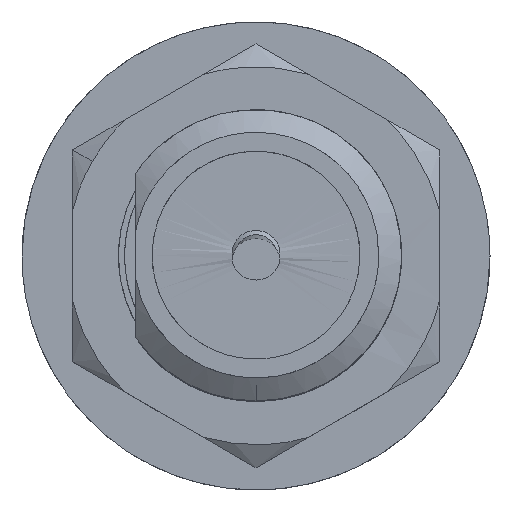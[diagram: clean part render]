
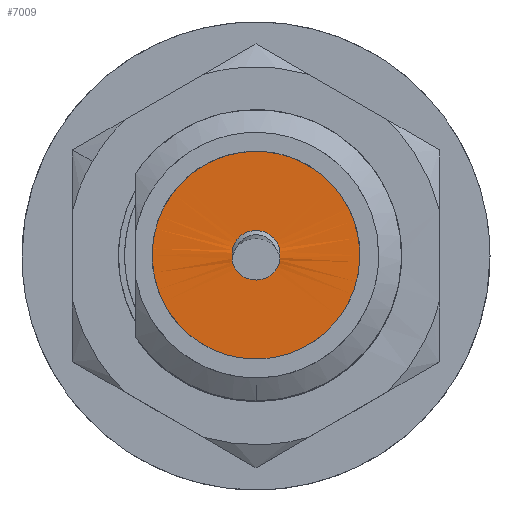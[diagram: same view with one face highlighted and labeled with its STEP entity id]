
A CAD part, top view. The second image highlights one B-rep face of the part: STEP entity #7009.
In plain terms, the highlighted planar face has unit normal (0, 0, 1).
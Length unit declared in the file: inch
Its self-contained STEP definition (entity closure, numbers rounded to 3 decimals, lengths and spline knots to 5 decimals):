
#38 = CARTESIAN_POINT ( 'NONE',  ( 0.71542, 0.00706, 0.30008 ) ) ;
#584 = VERTEX_POINT ( 'NONE', #16441 ) ;
#668 = FACE_OUTER_BOUND ( 'NONE', #1862, .T. ) ;
#734 = CARTESIAN_POINT ( 'NONE',  ( 0.82483, 0.14988, 0.30008 ) ) ;
#960 = CARTESIAN_POINT ( 'NONE',  ( 0.68322, 0.10168, 0.30008 ) ) ;
#1267 = CARTESIAN_POINT ( 'NONE',  ( 0.72509, 0.00061, 0.30008 ) ) ;
#1328 = CARTESIAN_POINT ( 'NONE',  ( 0.85704, 0.05526, 0.30008 ) ) ;
#1395 = CARTESIAN_POINT ( 'NONE',  ( 0.8593, 0.07847, 0.30008 ) ) ;
#1785 = VERTEX_POINT ( 'NONE', #11072 ) ;
#1862 = EDGE_LOOP ( 'NONE', ( #8817, #5547 ) ) ;
#1865 = CARTESIAN_POINT ( 'NONE',  ( 0.75112, 0.0674, 0.30008 ) ) ;
#2258 = CARTESIAN_POINT ( 'NONE',  ( 0.8593, 0.09029, 0.30008 ) ) ;
#2464 = CARTESIAN_POINT ( 'NONE',  ( 0.74887, 0.08409, 0.30008 ) ) ;
#3231 = EDGE_CURVE ( 'NONE', #8894, #584, #13071, .T. ) ;
#3258 = CARTESIAN_POINT ( 'NONE',  ( 0.79019, 0.07847, 0.30228 ) ) ;
#3453 = CARTESIAN_POINT ( 'NONE',  ( 0.81516, 0.15633, 0.30008 ) ) ;
#3537 = DIRECTION ( 'NONE',  ( 0., 0., 1. ) ) ;
#4518 = CARTESIAN_POINT ( 'NONE',  ( 0.7812, 0.05947, 0.30008 ) ) ;
#4868 = CARTESIAN_POINT ( 'NONE',  ( 0.67649, -0.01516, 0.30008 ) ) ;
#4889 = CARTESIAN_POINT ( 'NONE',  ( 0.68095, 0.0903, 0.30008 ) ) ;
#5242 = CARTESIAN_POINT ( 'NONE',  ( 0.84153, 0.02376, 0.30008 ) ) ;
#5430 = EDGE_LOOP ( 'NONE', ( #16089, #8598 ) ) ;
#5507 = CARTESIAN_POINT ( 'NONE',  ( 0.75113, 0.08953, 0.30008 ) ) ;
#5547 = ORIENTED_EDGE ( 'NONE', *, *, #3231, .T. ) ;
#6062 = CARTESIAN_POINT ( 'NONE',  ( 0.69872, 0.13318, 0.30008 ) ) ;
#6677 = CARTESIAN_POINT ( 'NONE',  ( 0.79139, 0.08412, 0.30008 ) ) ;
#7009 = ADVANCED_FACE ( 'NONE', ( #13533, #668 ), #11680, .T. ) ;
#7207 = CARTESIAN_POINT ( 'NONE',  ( 0.74887, 0.07282, 0.30008 ) ) ;
#7248 = EDGE_CURVE ( 'NONE', #16284, #1785, #8689, .T. ) ;
#7665 = CARTESIAN_POINT ( 'NONE',  ( 0.68095, 0.07847, 0.30008 ) ) ;
#7766 = CARTESIAN_POINT ( 'NONE',  ( 0.82483, 0.00707, 0.30008 ) ) ;
#7824 = CARTESIAN_POINT ( 'NONE',  ( 0.75832, -0.0107, 0.30008 ) ) ;
#7879 = CARTESIAN_POINT ( 'NONE',  ( 0.68322, 0.05526, 0.30008 ) ) ;
#8074 = CARTESIAN_POINT ( 'NONE',  ( 0.78119, 0.09747, 0.30008 ) ) ;
#8484 = CARTESIAN_POINT ( 'NONE',  ( 0.75006, 0.07847, 0.30228 ) ) ;
#8598 = ORIENTED_EDGE ( 'NONE', *, *, #9546, .T. ) ;
#8689 = B_SPLINE_CURVE_WITH_KNOTS ( 'NONE', 3,
 ( #3258, #16480, #11033, #4518, #16416, #9692, #12380, #1865, #7207, #8484 ),
 .UNSPECIFIED., .F., .F.,
 ( 4, 2, 2, 2, 4 ),
 ( 0., 0.25, 0.5, 0.75, 1. ),
 .UNSPECIFIED. ) ;
#8791 = CARTESIAN_POINT ( 'NONE',  ( 0.69227, 0.12351, 0.30008 ) ) ;
#8817 = ORIENTED_EDGE ( 'NONE', *, *, #8882, .T. ) ;
#8882 = EDGE_CURVE ( 'NONE', #584, #8894, #11596, .T. ) ;
#8894 = VERTEX_POINT ( 'NONE', #10007 ) ;
#9148 = CARTESIAN_POINT ( 'NONE',  ( 0.81516, 0.0006, 0.30008 ) ) ;
#9323 = CARTESIAN_POINT ( 'NONE',  ( 0.74691, -0.00844, 0.30008 ) ) ;
#9344 = CARTESIAN_POINT ( 'NONE',  ( 0.78913, 0.08954, 0.30008 ) ) ;
#9546 = EDGE_CURVE ( 'NONE', #1785, #16284, #17144, .T. ) ;
#9692 = CARTESIAN_POINT ( 'NONE',  ( 0.76452, 0.0572, 0.30008 ) ) ;
#10007 = CARTESIAN_POINT ( 'NONE',  ( 0.68095, 0.07847, 0.30008 ) ) ;
#10071 = CARTESIAN_POINT ( 'NONE',  ( 0.8593, 0.07847, 0.30008 ) ) ;
#10180 = CARTESIAN_POINT ( 'NONE',  ( 0.79334, 0.16538, 0.30008 ) ) ;
#10239 = CARTESIAN_POINT ( 'NONE',  ( 0.68095, 0.07847, 0.30008 ) ) ;
#10556 = CARTESIAN_POINT ( 'NONE',  ( 0.84799, 0.03343, 0.30008 ) ) ;
#11033 = CARTESIAN_POINT ( 'NONE',  ( 0.78912, 0.06741, 0.30008 ) ) ;
#11072 = CARTESIAN_POINT ( 'NONE',  ( 0.75006, 0.07847, 0.30228 ) ) ;
#11596 = B_SPLINE_CURVE_WITH_KNOTS ( 'NONE', 3,
 ( #10071, #2258, #12851, #13955, #12799, #734, #3453, #10180, #12739, #15472, #15525, #15409, #16849, #6062, #8791, #960, #4889, #10239 ),
 .UNSPECIFIED., .F., .F.,
 ( 4, 2, 2, 2, 2, 2, 2, 2, 4 ),
 ( 0., 0.125, 0.25, 0.375, 0.5, 0.625, 0.75, 0.875, 1. ),
 .UNSPECIFIED. ) ;
#11631 = DIRECTION ( 'NONE',  ( 1., 0., 0. ) ) ;
#11680 = PLANE ( 'NONE',  #12370 ) ;
#11685 = CARTESIAN_POINT ( 'NONE',  ( 0.75006, 0.07847, 0.30228 ) ) ;
#11968 = CARTESIAN_POINT ( 'NONE',  ( 0.69226, 0.03343, 0.30008 ) ) ;
#12162 = CARTESIAN_POINT ( 'NONE',  ( 0.76452, 0.09972, 0.30008 ) ) ;
#12370 = AXIS2_PLACEMENT_3D ( 'NONE', #4868, #3537, #11631 ) ;
#12380 = CARTESIAN_POINT ( 'NONE',  ( 0.75906, 0.05947, 0.30008 ) ) ;
#12739 = CARTESIAN_POINT ( 'NONE',  ( 0.78194, 0.16764, 0.30008 ) ) ;
#12799 = CARTESIAN_POINT ( 'NONE',  ( 0.84153, 0.13317, 0.30008 ) ) ;
#12851 = CARTESIAN_POINT ( 'NONE',  ( 0.85703, 0.10168, 0.30008 ) ) ;
#13037 = CARTESIAN_POINT ( 'NONE',  ( 0.68095, 0.06665, 0.30008 ) ) ;
#13071 = B_SPLINE_CURVE_WITH_KNOTS ( 'NONE', 3,
 ( #7665, #13037, #7879, #11968, #15726, #38, #1267, #9323, #7824, #13314, #17105, #9148, #7766, #5242, #10556, #1328, #17054, #1395 ),
 .UNSPECIFIED., .F., .F.,
 ( 4, 2, 2, 2, 2, 2, 2, 2, 4 ),
 ( 0., 0.125, 0.25, 0.375, 0.5, 0.625, 0.75, 0.875, 1. ),
 .UNSPECIFIED. ) ;
#13314 = CARTESIAN_POINT ( 'NONE',  ( 0.78194, -0.01071, 0.30008 ) ) ;
#13409 = CARTESIAN_POINT ( 'NONE',  ( 0.79019, 0.07847, 0.30228 ) ) ;
#13470 = CARTESIAN_POINT ( 'NONE',  ( 0.77574, 0.09974, 0.30008 ) ) ;
#13533 = FACE_BOUND ( 'NONE', #5430, .T. ) ;
#13955 = CARTESIAN_POINT ( 'NONE',  ( 0.84799, 0.12351, 0.30008 ) ) ;
#14571 = CARTESIAN_POINT ( 'NONE',  ( 0.75906, 0.09747, 0.30008 ) ) ;
#15409 = CARTESIAN_POINT ( 'NONE',  ( 0.72509, 0.15634, 0.30008 ) ) ;
#15472 = CARTESIAN_POINT ( 'NONE',  ( 0.75832, 0.16765, 0.30008 ) ) ;
#15525 = CARTESIAN_POINT ( 'NONE',  ( 0.74691, 0.16537, 0.30008 ) ) ;
#15726 = CARTESIAN_POINT ( 'NONE',  ( 0.69872, 0.02377, 0.30008 ) ) ;
#16089 = ORIENTED_EDGE ( 'NONE', *, *, #7248, .T. ) ;
#16284 = VERTEX_POINT ( 'NONE', #16394 ) ;
#16394 = CARTESIAN_POINT ( 'NONE',  ( 0.79019, 0.07847, 0.30228 ) ) ;
#16416 = CARTESIAN_POINT ( 'NONE',  ( 0.77574, 0.05722, 0.30008 ) ) ;
#16441 = CARTESIAN_POINT ( 'NONE',  ( 0.8593, 0.07847, 0.30008 ) ) ;
#16480 = CARTESIAN_POINT ( 'NONE',  ( 0.79139, 0.07285, 0.30008 ) ) ;
#16849 = CARTESIAN_POINT ( 'NONE',  ( 0.71542, 0.14987, 0.30008 ) ) ;
#17054 = CARTESIAN_POINT ( 'NONE',  ( 0.8593, 0.06664, 0.30008 ) ) ;
#17105 = CARTESIAN_POINT ( 'NONE',  ( 0.79334, -0.00843, 0.30008 ) ) ;
#17144 = B_SPLINE_CURVE_WITH_KNOTS ( 'NONE', 3,
 ( #11685, #2464, #5507, #14571, #12162, #13470, #8074, #9344, #6677, #13409 ),
 .UNSPECIFIED., .F., .F.,
 ( 4, 2, 2, 2, 4 ),
 ( 0., 0.25, 0.5, 0.75, 1. ),
 .UNSPECIFIED. ) ;
